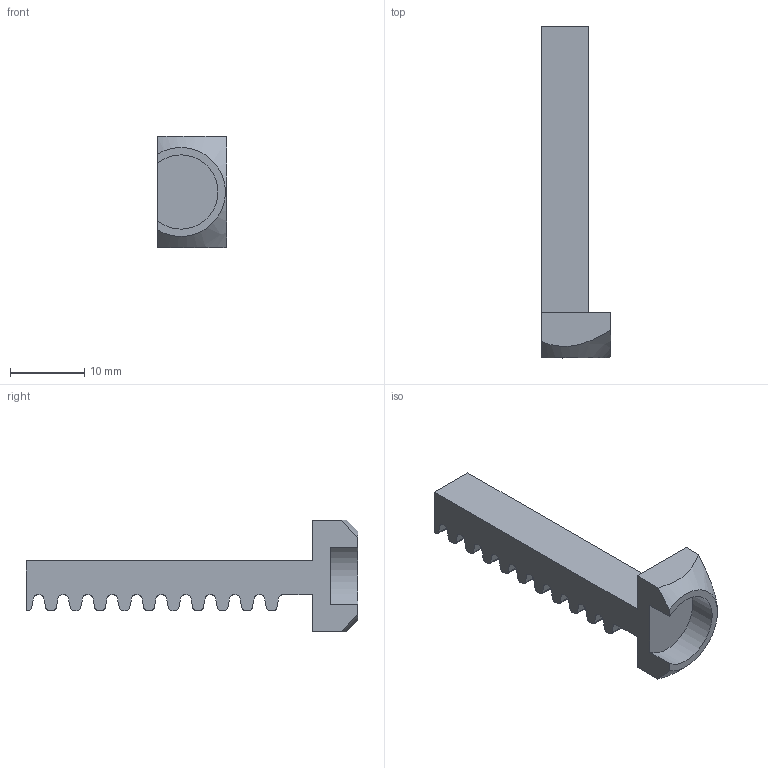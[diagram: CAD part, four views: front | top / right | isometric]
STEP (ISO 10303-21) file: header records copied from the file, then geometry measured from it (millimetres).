
FILE_DESCRIPTION(/* description */ (''),/* implementation_level */ '2;1');
FILE_NAME(/* name */ 'ATC_Zahnstange.step',/* time_stamp */ '2021-03-19T01:33:12+01:00',/* author */ (''),/* organization */ (''),/* preprocessor_version */ 'ST-DEVELOPER v18.1',/* originating_system */ 'Autodesk Translation Framework v9.10.0.1330',/* authorisation */ '');
FILE_SCHEMA (('AUTOMOTIVE_DESIGN { 1 0 10303 214 3 1 1 }'));
Length unit declared in the file: millimetre
Products named in the file (2): ATC_Zahnstange; Pusher, 75mm Long v6
Assembly tree (1 placements, depth 2):
  ATC_Zahnstange
    Pusher, 75mm Long v6
Bounding box: 9.35 x 44.7 x 15.08 mm (x, y, z)
Volume: 1914.3 mm3; surface area: 1716.1 mm2
Topology: 1 solids, 1 shells, 101 faces, 297 edges, 198 vertices
Faces by surface type: plane 57, cylinder 43, cone 1
Entity records: 3435 total; most frequent: CARTESIAN_POINT 609, ORIENTED_EDGE 594, DIRECTION 589, EDGE_CURVE 297, LINE 203, VECTOR 203, VERTEX_POINT 198, AXIS2_PLACEMENT_3D 193
